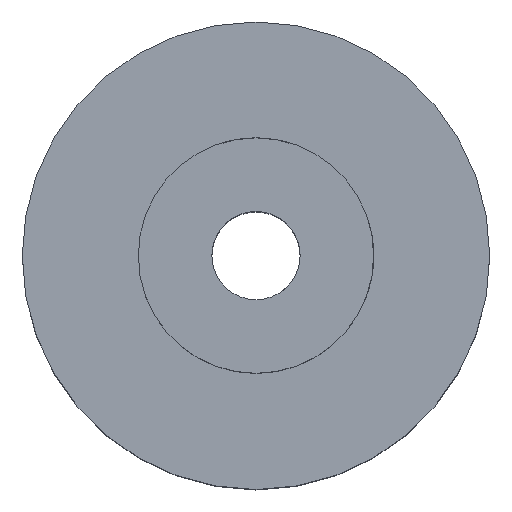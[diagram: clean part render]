
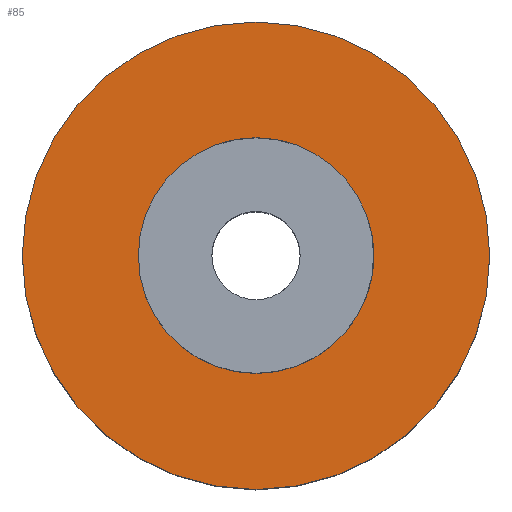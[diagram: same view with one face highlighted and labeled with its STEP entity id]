
A CAD part, top view. The second image highlights one B-rep face of the part: STEP entity #85.
In plain terms, the highlighted planar face has unit normal (0, 0, 1).
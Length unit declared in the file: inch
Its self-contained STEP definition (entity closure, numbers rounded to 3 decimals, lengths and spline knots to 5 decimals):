
#85 = ADVANCED_FACE ( 'NONE', ( #1115, #1648 ), #2489, .F. ) ;
#140 = CARTESIAN_POINT ( 'NONE',  ( -0.25, 0., 0.1725 ) ) ;
#143 = CARTESIAN_POINT ( 'NONE',  ( -0.4965, 0., 0.1725 ) ) ;
#173 = DIRECTION ( 'NONE',  ( 0., 0., 1. ) ) ;
#215 = EDGE_LOOP ( 'NONE', ( #3235, #725 ) ) ;
#276 = CIRCLE ( 'NONE', #1576, 0.4965 ) ;
#284 = ORIENTED_EDGE ( 'NONE', *, *, #3218, .T. ) ;
#313 = CARTESIAN_POINT ( 'NONE',  ( 0., 0., 0.1725 ) ) ;
#424 = DIRECTION ( 'NONE',  ( 0., 0., -1. ) ) ;
#433 = CARTESIAN_POINT ( 'NONE',  ( 0., 0., 0.1725 ) ) ;
#434 = EDGE_CURVE ( 'NONE', #1538, #3196, #2655, .T. ) ;
#448 = CIRCLE ( 'NONE', #1512, 0.4965 ) ;
#507 = EDGE_LOOP ( 'NONE', ( #1850, #284 ) ) ;
#640 = DIRECTION ( 'NONE',  ( 0., 0., 1. ) ) ;
#643 = AXIS2_PLACEMENT_3D ( 'NONE', #313, #3143, #1823 ) ;
#666 = EDGE_CURVE ( 'NONE', #3196, #1538, #3033, .T. ) ;
#725 = ORIENTED_EDGE ( 'NONE', *, *, #434, .F. ) ;
#774 = DIRECTION ( 'NONE',  ( 0., 0., 1. ) ) ;
#794 = CARTESIAN_POINT ( 'NONE',  ( 0., 0., 0.1725 ) ) ;
#959 = VERTEX_POINT ( 'NONE', #143 ) ;
#1055 = DIRECTION ( 'NONE',  ( 1., 0., 0. ) ) ;
#1115 = FACE_BOUND ( 'NONE', #215, .T. ) ;
#1140 = DIRECTION ( 'NONE',  ( 1., 0., 0. ) ) ;
#1512 = AXIS2_PLACEMENT_3D ( 'NONE', #2212, #640, #1140 ) ;
#1538 = VERTEX_POINT ( 'NONE', #140 ) ;
#1576 = AXIS2_PLACEMENT_3D ( 'NONE', #794, #774, #1055 ) ;
#1648 = FACE_OUTER_BOUND ( 'NONE', #507, .T. ) ;
#1823 = DIRECTION ( 'NONE',  ( 1., 0., 0. ) ) ;
#1850 = ORIENTED_EDGE ( 'NONE', *, *, #2721, .T. ) ;
#1966 = DIRECTION ( 'NONE',  ( 1., 0., 0. ) ) ;
#2100 = CARTESIAN_POINT ( 'NONE',  ( 0.25, 0., 0.1725 ) ) ;
#2212 = CARTESIAN_POINT ( 'NONE',  ( 0., 0., 0.1725 ) ) ;
#2489 = PLANE ( 'NONE',  #2742 ) ;
#2498 = CARTESIAN_POINT ( 'NONE',  ( 0., -0.25, 0.1725 ) ) ;
#2558 = VERTEX_POINT ( 'NONE', #3311 ) ;
#2655 = CIRCLE ( 'NONE', #643, 0.25 ) ;
#2721 = EDGE_CURVE ( 'NONE', #2558, #959, #276, .T. ) ;
#2742 = AXIS2_PLACEMENT_3D ( 'NONE', #2498, #424, #2763 ) ;
#2763 = DIRECTION ( 'NONE',  ( -1., 0., 0. ) ) ;
#3033 = CIRCLE ( 'NONE', #3164, 0.25 ) ;
#3143 = DIRECTION ( 'NONE',  ( 0., 0., 1. ) ) ;
#3164 = AXIS2_PLACEMENT_3D ( 'NONE', #433, #173, #1966 ) ;
#3196 = VERTEX_POINT ( 'NONE', #2100 ) ;
#3218 = EDGE_CURVE ( 'NONE', #959, #2558, #448, .T. ) ;
#3235 = ORIENTED_EDGE ( 'NONE', *, *, #666, .F. ) ;
#3311 = CARTESIAN_POINT ( 'NONE',  ( 0.4965, 0., 0.1725 ) ) ;
